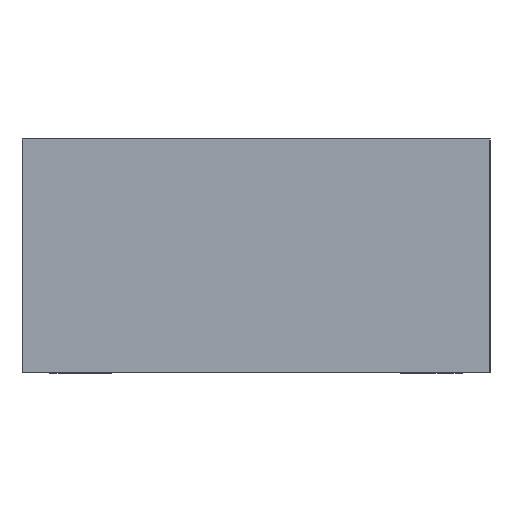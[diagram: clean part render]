
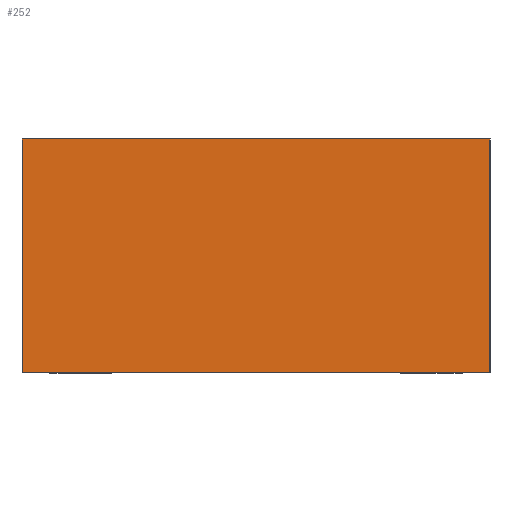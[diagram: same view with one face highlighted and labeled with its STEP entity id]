
A CAD part, left-side view. The second image highlights one B-rep face of the part: STEP entity #252.
In plain terms, the highlighted planar face has unit normal (-1, 0, 0).
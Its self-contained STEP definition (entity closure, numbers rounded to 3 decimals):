
#44 = EDGE_LOOP ( 'NONE', ( #530, #818, #1140, #297 ) ) ;
#61 = LINE ( 'NONE', #275, #1145 ) ;
#94 = EDGE_CURVE ( 'NONE', #317, #473, #61, .T. ) ;
#119 = VERTEX_POINT ( 'NONE', #644 ) ;
#154 = VERTEX_POINT ( 'NONE', #941 ) ;
#175 = CARTESIAN_POINT ( 'NONE',  ( -74., 0., 0. ) ) ;
#212 = CARTESIAN_POINT ( 'NONE',  ( -74., -30., 15. ) ) ;
#249 = EDGE_CURVE ( 'NONE', #154, #473, #1170, .T. ) ;
#252 = ADVANCED_FACE ( 'NONE', ( #1143 ), #701, .F. ) ;
#259 = DIRECTION ( 'NONE',  ( 0., 1., 0. ) ) ;
#275 = CARTESIAN_POINT ( 'NONE',  ( -74., 0., 30. ) ) ;
#297 = ORIENTED_EDGE ( 'NONE', *, *, #249, .T. ) ;
#316 = DIRECTION ( 'NONE',  ( 1., 0., 0. ) ) ;
#317 = VERTEX_POINT ( 'NONE', #1062 ) ;
#350 = DIRECTION ( 'NONE',  ( 0., 0., 1. ) ) ;
#397 = LINE ( 'NONE', #652, #630 ) ;
#473 = VERTEX_POINT ( 'NONE', #607 ) ;
#509 = EDGE_CURVE ( 'NONE', #119, #317, #397, .T. ) ;
#530 = ORIENTED_EDGE ( 'NONE', *, *, #94, .F. ) ;
#566 = EDGE_CURVE ( 'NONE', #154, #119, #645, .T. ) ;
#577 = DIRECTION ( 'NONE',  ( 0., -1., 0. ) ) ;
#607 = CARTESIAN_POINT ( 'NONE',  ( -74., -30., 30. ) ) ;
#619 = AXIS2_PLACEMENT_3D ( 'NONE', #782, #316, #773 ) ;
#630 = VECTOR ( 'NONE', #350, 1000. ) ;
#644 = CARTESIAN_POINT ( 'NONE',  ( -74., 30., 0. ) ) ;
#645 = LINE ( 'NONE', #175, #991 ) ;
#652 = CARTESIAN_POINT ( 'NONE',  ( -74., 30., 15. ) ) ;
#701 = PLANE ( 'NONE',  #619 ) ;
#773 = DIRECTION ( 'NONE',  ( 0., 0., -1. ) ) ;
#782 = CARTESIAN_POINT ( 'NONE',  ( -74., -30., 30. ) ) ;
#818 = ORIENTED_EDGE ( 'NONE', *, *, #509, .F. ) ;
#941 = CARTESIAN_POINT ( 'NONE',  ( -74., -30., 0. ) ) ;
#991 = VECTOR ( 'NONE', #259, 1000. ) ;
#1059 = VECTOR ( 'NONE', #1133, 1000. ) ;
#1062 = CARTESIAN_POINT ( 'NONE',  ( -74., 30., 30. ) ) ;
#1133 = DIRECTION ( 'NONE',  ( 0., 0., 1. ) ) ;
#1140 = ORIENTED_EDGE ( 'NONE', *, *, #566, .F. ) ;
#1143 = FACE_OUTER_BOUND ( 'NONE', #44, .T. ) ;
#1145 = VECTOR ( 'NONE', #577, 1000. ) ;
#1170 = LINE ( 'NONE', #212, #1059 ) ;
